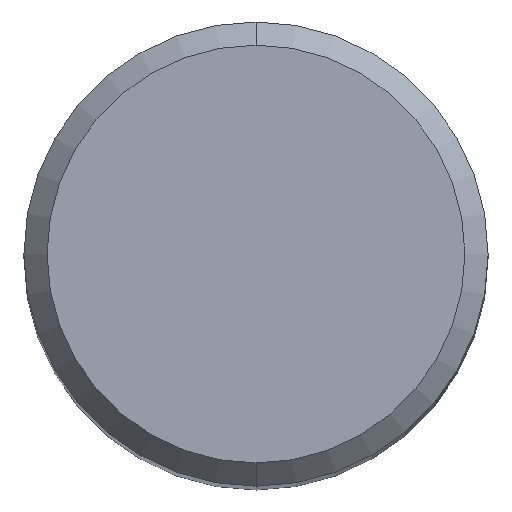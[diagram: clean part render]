
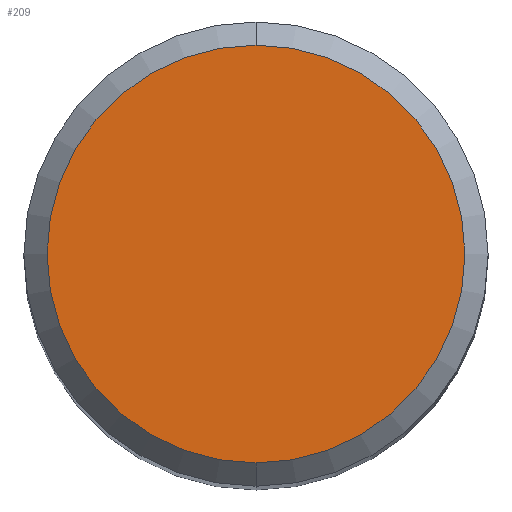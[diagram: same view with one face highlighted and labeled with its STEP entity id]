
A CAD part, top view. The second image highlights one B-rep face of the part: STEP entity #209.
In plain terms, the highlighted planar face has unit normal (0, 0, 1).
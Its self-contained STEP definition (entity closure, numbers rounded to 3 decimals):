
#209=ADVANCED_FACE('',(#504),#505,.T.);
#241=EDGE_CURVE('',#313,#381,#539,.T.);
#313=VERTEX_POINT('',#616);
#381=VERTEX_POINT('',#697);
#405=EDGE_CURVE('',#381,#313,#722,.T.);
#504=FACE_OUTER_BOUND('',#867,.T.);
#505=PLANE('',#868);
#539=CIRCLE('',#916,4.5);
#616=CARTESIAN_POINT('',(0.,-4.5,46.221));
#697=CARTESIAN_POINT('',(0.0,4.5,46.221));
#722=CIRCLE('',#1329,4.5);
#867=EDGE_LOOP('',(#1463,#1464));
#868=AXIS2_PLACEMENT_3D('',#1465,#1466,#1467);
#916=AXIS2_PLACEMENT_3D('',#1499,#1500,#1501);
#1329=AXIS2_PLACEMENT_3D('',#1716,#1717,#1718);
#1463=ORIENTED_EDGE('',*,*,#405,.F.);
#1464=ORIENTED_EDGE('',*,*,#241,.F.);
#1465=CARTESIAN_POINT('',(0.0,2.25,46.221));
#1466=DIRECTION('',(-0.0,0.0,1.0));
#1467=DIRECTION('',(0.0,-1.0,0.0));
#1499=CARTESIAN_POINT('',(0.0,0.0,46.221));
#1500=DIRECTION('',(0.0,0.0,-1.0));
#1501=DIRECTION('',(0.0,1.0,0.0));
#1716=CARTESIAN_POINT('',(0.0,0.0,46.221));
#1717=DIRECTION('',(0.0,0.0,-1.0));
#1718=DIRECTION('',(0.0,1.0,0.0));
